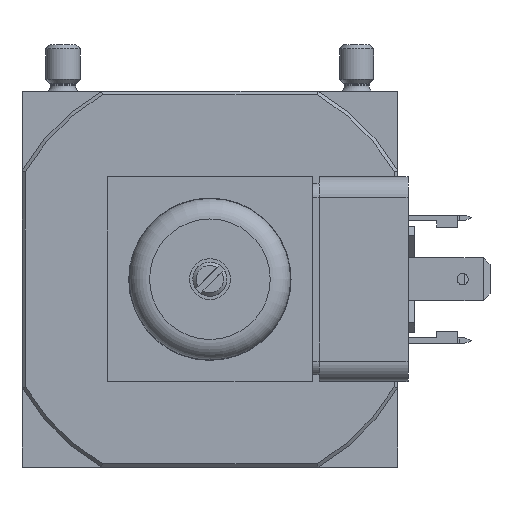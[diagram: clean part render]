
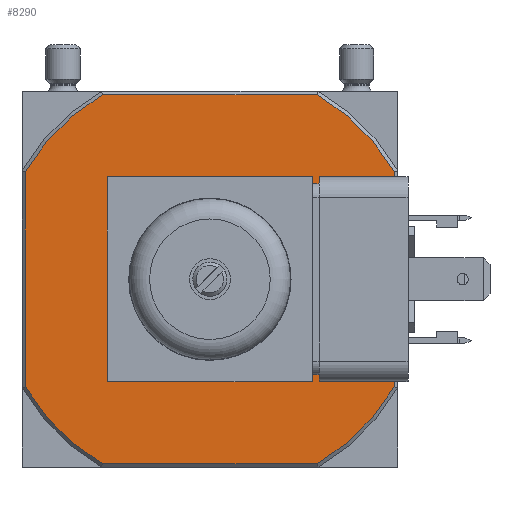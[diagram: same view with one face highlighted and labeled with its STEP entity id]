
A CAD part, front view. The second image highlights one B-rep face of the part: STEP entity #8290.
In plain terms, the highlighted planar face has unit normal (0, -1, 0).
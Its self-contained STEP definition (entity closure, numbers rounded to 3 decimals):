
#269=CIRCLE('',#8716,6.579);
#270=CIRCLE('',#8717,31.25);
#271=CIRCLE('',#8718,31.25);
#272=CIRCLE('',#8719,31.25);
#273=CIRCLE('',#8720,31.25);
#541=ORIENTED_EDGE('',*,*,#2299,.F.);
#542=ORIENTED_EDGE('',*,*,#2300,.T.);
#543=ORIENTED_EDGE('',*,*,#2301,.F.);
#544=ORIENTED_EDGE('',*,*,#2295,.T.);
#545=ORIENTED_EDGE('',*,*,#2302,.F.);
#546=ORIENTED_EDGE('',*,*,#2303,.F.);
#547=ORIENTED_EDGE('',*,*,#2304,.F.);
#548=ORIENTED_EDGE('',*,*,#2305,.F.);
#549=ORIENTED_EDGE('',*,*,#2306,.F.);
#2295=EDGE_CURVE('',#3174,#3175,#3766,.T.);
#2299=EDGE_CURVE('',#3178,#3178,#269,.T.);
#2300=EDGE_CURVE('',#3179,#3180,#3768,.T.);
#2301=EDGE_CURVE('',#3174,#3180,#270,.T.);
#2302=EDGE_CURVE('',#3181,#3175,#271,.T.);
#2303=EDGE_CURVE('',#3182,#3181,#3769,.T.);
#2304=EDGE_CURVE('',#3183,#3182,#272,.T.);
#2305=EDGE_CURVE('',#3184,#3183,#3770,.T.);
#2306=EDGE_CURVE('',#3179,#3184,#273,.T.);
#3174=VERTEX_POINT('',#11334);
#3175=VERTEX_POINT('',#11335);
#3178=VERTEX_POINT('',#11349);
#3179=VERTEX_POINT('',#11351);
#3180=VERTEX_POINT('',#11352);
#3181=VERTEX_POINT('',#11355);
#3182=VERTEX_POINT('',#11357);
#3183=VERTEX_POINT('',#11359);
#3184=VERTEX_POINT('',#11361);
#3766=LINE('',#11333,#4339);
#3768=LINE('',#11350,#4341);
#3769=LINE('',#11356,#4342);
#3770=LINE('',#11360,#4343);
#4339=VECTOR('',#9387,1000.);
#4341=VECTOR('',#9393,1000.);
#4342=VECTOR('',#9398,1000.);
#4343=VECTOR('',#9401,1000.);
#4911=EDGE_LOOP('',(#541));
#4912=EDGE_LOOP('',(#542,#543,#544,#545,#546,#547,#548,#549));
#5432=FACE_BOUND('',#4911,.T.);
#5433=FACE_BOUND('',#4912,.T.);
#5948=PLANE('',#8715);
#8290=ADVANCED_FACE('',(#5432,#5433),#5948,.F.);
#8715=AXIS2_PLACEMENT_3D('',#11347,#9389,#9390);
#8716=AXIS2_PLACEMENT_3D('',#11348,#9391,#9392);
#8717=AXIS2_PLACEMENT_3D('',#11353,#9394,#9395);
#8718=AXIS2_PLACEMENT_3D('',#11354,#9396,#9397);
#8719=AXIS2_PLACEMENT_3D('',#11358,#9399,#9400);
#8720=AXIS2_PLACEMENT_3D('',#11362,#9402,#9403);
#9387=DIRECTION('',(0.,0.,-1.));
#9389=DIRECTION('',(0.,1.,0.));
#9390=DIRECTION('',(0.,0.,1.));
#9391=DIRECTION('',(0.,-1.,0.));
#9392=DIRECTION('',(0.,0.,-1.));
#9393=DIRECTION('',(-1.,0.,0.));
#9394=DIRECTION('',(0.,1.,0.));
#9395=DIRECTION('',(-1.,0.,0.));
#9396=DIRECTION('',(0.,1.,0.));
#9397=DIRECTION('',(-1.,0.,0.));
#9398=DIRECTION('',(-1.,0.,0.));
#9399=DIRECTION('',(0.,1.,0.));
#9400=DIRECTION('',(-1.,0.,0.));
#9401=DIRECTION('',(0.,0.,-1.));
#9402=DIRECTION('',(0.,1.,0.));
#9403=DIRECTION('',(-1.,0.,0.));
#11333=CARTESIAN_POINT('',(-27.,-27.5,27.5));
#11334=CARTESIAN_POINT('',(-27.,-27.5,15.734));
#11335=CARTESIAN_POINT('',(-27.,-27.5,-15.734));
#11347=CARTESIAN_POINT('',(-27.,-27.5,27.5));
#11348=CARTESIAN_POINT('',(0.,-27.5,0.));
#11349=CARTESIAN_POINT('',(0.,-27.5,-6.579));
#11350=CARTESIAN_POINT('',(27.5,-27.5,27.));
#11351=CARTESIAN_POINT('',(15.734,-27.5,27.));
#11352=CARTESIAN_POINT('',(-15.734,-27.5,27.));
#11353=CARTESIAN_POINT('',(0.,-27.5,0.));
#11354=CARTESIAN_POINT('',(0.,-27.5,0.));
#11355=CARTESIAN_POINT('',(-15.734,-27.5,-27.));
#11356=CARTESIAN_POINT('',(27.5,-27.5,-27.));
#11357=CARTESIAN_POINT('',(15.734,-27.5,-27.));
#11358=CARTESIAN_POINT('',(0.,-27.5,0.));
#11359=CARTESIAN_POINT('',(27.,-27.5,-15.734));
#11360=CARTESIAN_POINT('',(27.,-27.5,27.5));
#11361=CARTESIAN_POINT('',(27.,-27.5,15.734));
#11362=CARTESIAN_POINT('',(0.,-27.5,0.));
